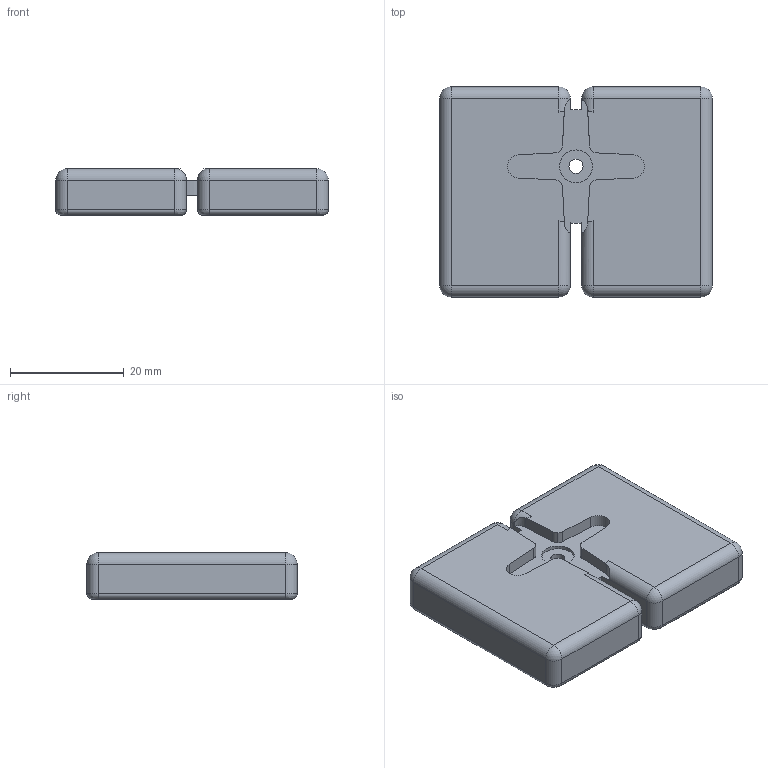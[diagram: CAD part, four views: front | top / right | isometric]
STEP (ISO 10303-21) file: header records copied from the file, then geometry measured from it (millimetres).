
FILE_DESCRIPTION(/* description */ (''),/* implementation_level */ '2;1');
FILE_NAME(/* name */ 'feet_scs0009.step',/* time_stamp */ '2022-08-17T10:38:38+09:00',/* author */ (''),/* organization */ (''),/* preprocessor_version */ 'ST-DEVELOPER v19',/* originating_system */ 'Autodesk Translation Framework v11.7.0.108',/* authorisation */ '');
FILE_SCHEMA (('AUTOMOTIVE_DESIGN { 1 0 10303 214 3 1 1 }'));
Length unit declared in the file: millimetre
Products named in the file (1): feet_scs0009
Bounding box: 48 x 37 x 8.2 mm (x, y, z)
Volume: 13410.4 mm3; surface area: 5130.6 mm2
Topology: 1 solids, 1 shells, 94 faces, 233 edges, 142 vertices
Faces by surface type: cylinder 51, plane 27, bspline 8, sphere 8
Full cylindrical faces by diameter (mm): 2.5 x1, 5.8 x2
Entity records: 2921 total; most frequent: CARTESIAN_POINT 642, DIRECTION 497, ORIENTED_EDGE 466, EDGE_CURVE 233, AXIS2_PLACEMENT_3D 189, VERTEX_POINT 142, LINE 119, VECTOR 119
